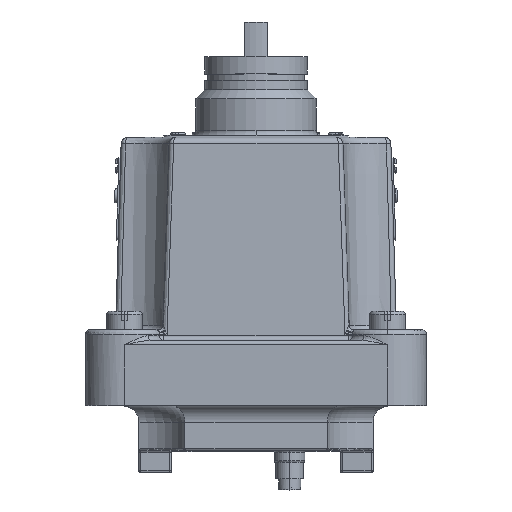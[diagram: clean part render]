
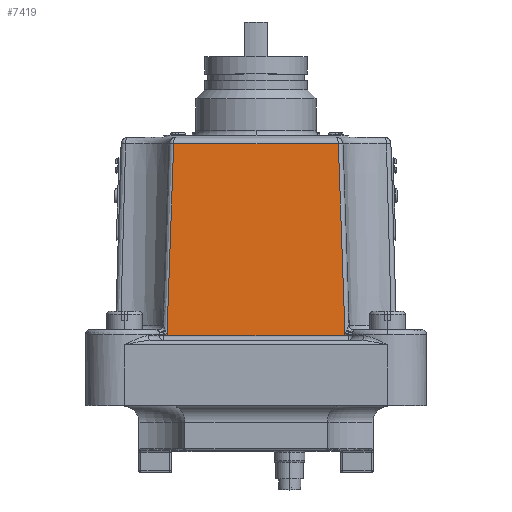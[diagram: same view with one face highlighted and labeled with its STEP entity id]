
A CAD part, top view. The second image highlights one B-rep face of the part: STEP entity #7419.
In plain terms, the highlighted planar face has unit normal (0, 0.03, 1).
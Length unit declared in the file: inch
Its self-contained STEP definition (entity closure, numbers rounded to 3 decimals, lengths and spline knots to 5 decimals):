
#288 = EDGE_CURVE ( 'NONE', #5753, #8850, #11183, .T. ) ;
#1302 = VERTEX_POINT ( 'NONE', #19168 ) ;
#1609 = CARTESIAN_POINT ( 'NONE',  ( 0.99874, 0.76581, 2.38299 ) ) ;
#3422 = CARTESIAN_POINT ( 'NONE',  ( 0.93736, 1.45358, 2.36198 ) ) ;
#4401 = CARTESIAN_POINT ( 'NONE',  ( -0.99876, 0.76683, 2.38296 ) ) ;
#4562 = VERTEX_POINT ( 'NONE', #29536 ) ;
#5477 = EDGE_CURVE ( 'NONE', #6089, #28691, #13475, .T. ) ;
#5753 = VERTEX_POINT ( 'NONE', #20771 ) ;
#6089 = VERTEX_POINT ( 'NONE', #7030 ) ;
#6096 = CARTESIAN_POINT ( 'NONE',  ( 0.91358, 2.14041, 2.34099 ) ) ;
#6154 = VERTEX_POINT ( 'NONE', #31260 ) ;
#6954 = CARTESIAN_POINT ( 'NONE',  ( 0.9989, 0.75357, 2.38336 ) ) ;
#7030 = CARTESIAN_POINT ( 'NONE',  ( 0.89118, 2.82729, 2.32001 ) ) ;
#7419 = ADVANCED_FACE ( 'NONE', ( #22361 ), #12455, .T. ) ;
#7856 = B_SPLINE_CURVE_WITH_KNOTS ( 'NONE', 3,
 ( #9944, #25710, #31046, #15223 ),
 .UNSPECIFIED., .F., .F.,
 ( 4, 4 ),
 ( 0., 0.05239 ),
 .UNSPECIFIED. ) ;
#8271 = VERTEX_POINT ( 'NONE', #13588 ) ;
#8575 = ORIENTED_EDGE ( 'NONE', *, *, #5477, .T. ) ;
#8850 = VERTEX_POINT ( 'NONE', #14537 ) ;
#8946 = EDGE_CURVE ( 'NONE', #28894, #5753, #21145, .T. ) ;
#9021 = AXIS2_PLACEMENT_3D ( 'NONE', #31039, #15213, #33653 ) ;
#9137 = B_SPLINE_CURVE_WITH_KNOTS ( 'NONE', 3,
 ( #30600, #12144, #1609, #20088 ),
 .UNSPECIFIED., .F., .F.,
 ( 4, 4 ),
 ( 0., 0.00008 ),
 .UNSPECIFIED. ) ;
#9615 = CARTESIAN_POINT ( 'NONE',  ( 0.99875, 0.76377, 2.38305 ) ) ;
#9660 = VERTEX_POINT ( 'NONE', #29532 ) ;
#9941 = ORIENTED_EDGE ( 'NONE', *, *, #29198, .T. ) ;
#9944 = CARTESIAN_POINT ( 'NONE',  ( -0.89118, 2.82729, 2.32001 ) ) ;
#10195 = CARTESIAN_POINT ( 'NONE',  ( -0.99883, 0.75867, 2.38321 ) ) ;
#10252 = ORIENTED_EDGE ( 'NONE', *, *, #18837, .T. ) ;
#11183 = LINE ( 'NONE', #15122, #31399 ) ;
#11232 = DIRECTION ( 'NONE',  ( -1., 0., 0. ) ) ;
#11290 = B_SPLINE_CURVE_WITH_KNOTS ( 'NONE', 3,
 ( #4401, #20196, #28175, #12359 ),
 .UNSPECIFIED., .F., .F.,
 ( 4, 4 ),
 ( 0., 0.00008 ),
 .UNSPECIFIED. ) ;
#12144 = CARTESIAN_POINT ( 'NONE',  ( 0.99874, 0.76479, 2.38302 ) ) ;
#12359 = CARTESIAN_POINT ( 'NONE',  ( -0.99875, 0.76377, 2.38305 ) ) ;
#12455 = PLANE ( 'NONE',  #9021 ) ;
#12740 = CARTESIAN_POINT ( 'NONE',  ( -0.99875, 0.76377, 2.38305 ) ) ;
#13475 = LINE ( 'NONE', #24353, #26676 ) ;
#13588 = CARTESIAN_POINT ( 'NONE',  ( 0.96326, 0.76683, 2.38296 ) ) ;
#13766 = DIRECTION ( 'NONE',  ( -1., 0., 0. ) ) ;
#14055 = VECTOR ( 'NONE', #13766, 39.37008 ) ;
#14247 = CARTESIAN_POINT ( 'NONE',  ( -0.89118, 2.82729, 2.32001 ) ) ;
#14537 = CARTESIAN_POINT ( 'NONE',  ( 0.99897, 0.74847, 2.38352 ) ) ;
#15122 = CARTESIAN_POINT ( 'NONE',  ( 1.425, 0.74847, 2.38352 ) ) ;
#15213 = DIRECTION ( 'NONE',  ( 0., 0.031, 1. ) ) ;
#15223 = CARTESIAN_POINT ( 'NONE',  ( -0.96326, 0.76683, 2.38296 ) ) ;
#15475 = CARTESIAN_POINT ( 'NONE',  ( -0.9989, 0.75357, 2.38336 ) ) ;
#15848 = EDGE_CURVE ( 'NONE', #8271, #6089, #16245, .T. ) ;
#16245 = B_SPLINE_CURVE_WITH_KNOTS ( 'NONE', 3,
 ( #16475, #3422, #6096, #24528 ),
 .UNSPECIFIED., .F., .F.,
 ( 4, 4 ),
 ( -0.00123, 0.05116 ),
 .UNSPECIFIED. ) ;
#16475 = CARTESIAN_POINT ( 'NONE',  ( 0.96326, 0.76683, 2.38296 ) ) ;
#16500 = LINE ( 'NONE', #26228, #22641 ) ;
#16836 = ORIENTED_EDGE ( 'NONE', *, *, #8946, .T. ) ;
#17811 = DIRECTION ( 'NONE',  ( 1., 0., 0. ) ) ;
#18200 = ORIENTED_EDGE ( 'NONE', *, *, #32990, .T. ) ;
#18837 = EDGE_CURVE ( 'NONE', #4562, #28894, #11290, .T. ) ;
#19069 = EDGE_LOOP ( 'NONE', ( #18200, #21177, #26478, #25765, #8575, #34043, #9941, #10252, #16836, #32847 ) ) ;
#19168 = CARTESIAN_POINT ( 'NONE',  ( 0.99875, 0.76377, 2.38305 ) ) ;
#20088 = CARTESIAN_POINT ( 'NONE',  ( 0.99876, 0.76683, 2.38296 ) ) ;
#20196 = CARTESIAN_POINT ( 'NONE',  ( -0.99874, 0.76581, 2.38299 ) ) ;
#20771 = CARTESIAN_POINT ( 'NONE',  ( -0.99897, 0.74847, 2.38352 ) ) ;
#21145 =( BOUNDED_CURVE ( )  B_SPLINE_CURVE ( 3, ( #28649, #10195, #15475, #33933 ),
 .UNSPECIFIED., .F., .F. ) 
 B_SPLINE_CURVE_WITH_KNOTS ( ( 4, 4 ),
 ( 5.14731, 5.1484 ),
 .UNSPECIFIED. ) 
 CURVE ( )  GEOMETRIC_REPRESENTATION_ITEM ( )  RATIONAL_B_SPLINE_CURVE ( ( 1., 1., 1., 1. ) ) 
 REPRESENTATION_ITEM ( '' )  );
#21177 = ORIENTED_EDGE ( 'NONE', *, *, #24425, .T. ) ;
#22361 = FACE_OUTER_BOUND ( 'NONE', #19069, .T. ) ;
#22641 = VECTOR ( 'NONE', #33839, 39.37008 ) ;
#22735 = CARTESIAN_POINT ( 'NONE',  ( 0.99897, 0.74847, 2.38352 ) ) ;
#24353 = CARTESIAN_POINT ( 'NONE',  ( 1.425, 2.82729, 2.32001 ) ) ;
#24425 = EDGE_CURVE ( 'NONE', #1302, #6154, #9137, .T. ) ;
#24528 = CARTESIAN_POINT ( 'NONE',  ( 0.89118, 2.82729, 2.32001 ) ) ;
#25290 =( BOUNDED_CURVE ( )  B_SPLINE_CURVE ( 3, ( #22735, #6954, #25383, #9615 ),
 .UNSPECIFIED., .F., .F. ) 
 B_SPLINE_CURVE_WITH_KNOTS ( ( 4, 4 ),
 ( 1.13478, 1.13588 ),
 .UNSPECIFIED. ) 
 CURVE ( )  GEOMETRIC_REPRESENTATION_ITEM ( )  RATIONAL_B_SPLINE_CURVE ( ( 1., 1., 1., 1. ) ) 
 REPRESENTATION_ITEM ( '' )  );
#25383 = CARTESIAN_POINT ( 'NONE',  ( 0.99883, 0.75867, 2.38321 ) ) ;
#25710 = CARTESIAN_POINT ( 'NONE',  ( -0.91358, 2.14041, 2.34099 ) ) ;
#25765 = ORIENTED_EDGE ( 'NONE', *, *, #15848, .T. ) ;
#26228 = CARTESIAN_POINT ( 'NONE',  ( 1.425, 0.76683, 2.38296 ) ) ;
#26478 = ORIENTED_EDGE ( 'NONE', *, *, #27168, .T. ) ;
#26676 = VECTOR ( 'NONE', #11232, 39.37008 ) ;
#27168 = EDGE_CURVE ( 'NONE', #6154, #8271, #16500, .T. ) ;
#27588 = EDGE_CURVE ( 'NONE', #28691, #9660, #7856, .T. ) ;
#28081 = LINE ( 'NONE', #29694, #14055 ) ;
#28175 = CARTESIAN_POINT ( 'NONE',  ( -0.99874, 0.76479, 2.38302 ) ) ;
#28649 = CARTESIAN_POINT ( 'NONE',  ( -0.99875, 0.76377, 2.38305 ) ) ;
#28691 = VERTEX_POINT ( 'NONE', #14247 ) ;
#28894 = VERTEX_POINT ( 'NONE', #12740 ) ;
#29198 = EDGE_CURVE ( 'NONE', #9660, #4562, #28081, .T. ) ;
#29532 = CARTESIAN_POINT ( 'NONE',  ( -0.96326, 0.76683, 2.38296 ) ) ;
#29536 = CARTESIAN_POINT ( 'NONE',  ( -0.99876, 0.76683, 2.38296 ) ) ;
#29694 = CARTESIAN_POINT ( 'NONE',  ( -1.03137, 0.76683, 2.38296 ) ) ;
#30600 = CARTESIAN_POINT ( 'NONE',  ( 0.99875, 0.76377, 2.38305 ) ) ;
#31039 = CARTESIAN_POINT ( 'NONE',  ( 1.425, 0.7, 2.385 ) ) ;
#31046 = CARTESIAN_POINT ( 'NONE',  ( -0.93736, 1.45358, 2.36198 ) ) ;
#31260 = CARTESIAN_POINT ( 'NONE',  ( 0.99876, 0.76683, 2.38296 ) ) ;
#31399 = VECTOR ( 'NONE', #17811, 39.37008 ) ;
#32847 = ORIENTED_EDGE ( 'NONE', *, *, #288, .T. ) ;
#32990 = EDGE_CURVE ( 'NONE', #8850, #1302, #25290, .T. ) ;
#33653 = DIRECTION ( 'NONE',  ( 0., -1., 0.031 ) ) ;
#33839 = DIRECTION ( 'NONE',  ( -1., 0., 0. ) ) ;
#33933 = CARTESIAN_POINT ( 'NONE',  ( -0.99897, 0.74847, 2.38352 ) ) ;
#34043 = ORIENTED_EDGE ( 'NONE', *, *, #27588, .T. ) ;
